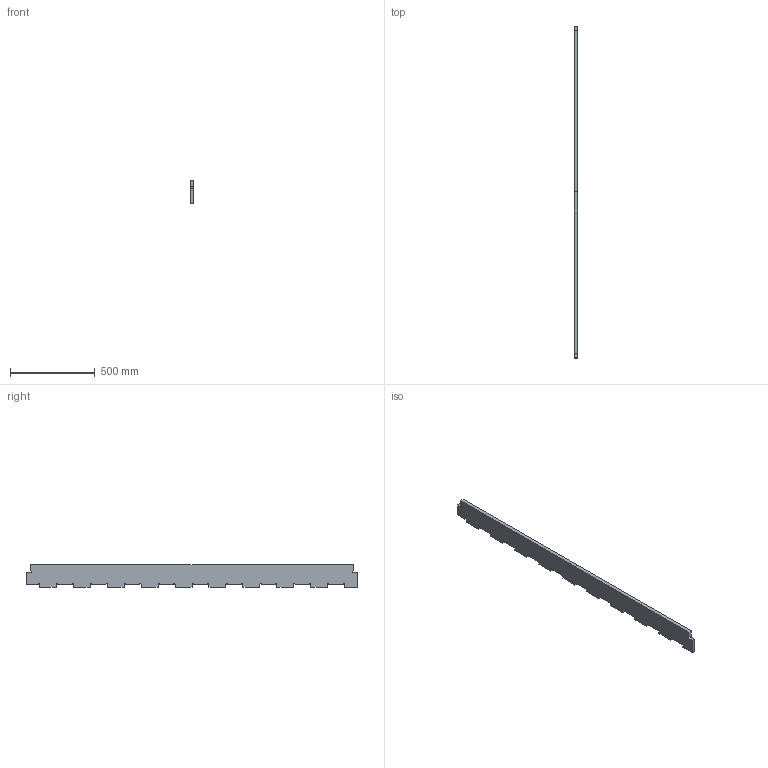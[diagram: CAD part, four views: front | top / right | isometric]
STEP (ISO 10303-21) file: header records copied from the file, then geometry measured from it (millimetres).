
FILE_DESCRIPTION(('CATIA V5 STEP Exchange'),'2;1');
FILE_NAME('BKT_3.5_DemiGouttierestp.stp','2018-11-01T12:08:57+00:00',('none'),('none'),'CATIA Version 5 Release 20 GA (IN-10)','CATIA V5 STEP AP203','none');
FILE_SCHEMA(('CONFIG_CONTROL_DESIGN'));
Length unit declared in the file: millimetre
Products named in the file (1): BKT_3.5_DemiGouttiere
Bounding box: 18 x 1957 x 135 mm (x, y, z)
Volume: 4382562 mm3; surface area: 569825.5 mm2
Topology: 1 solids, 1 shells, 70 faces, 204 edges, 136 vertices
Faces by surface type: plane 49, cylinder 21
Entity records: 2210 total; most frequent: ORIENTED_EDGE 408, CARTESIAN_POINT 391, DIRECTION 304, EDGE_CURVE 204, VECTOR 162, LINE 162, VERTEX_POINT 136, AXIS2_PLACEMENT_3D 93
